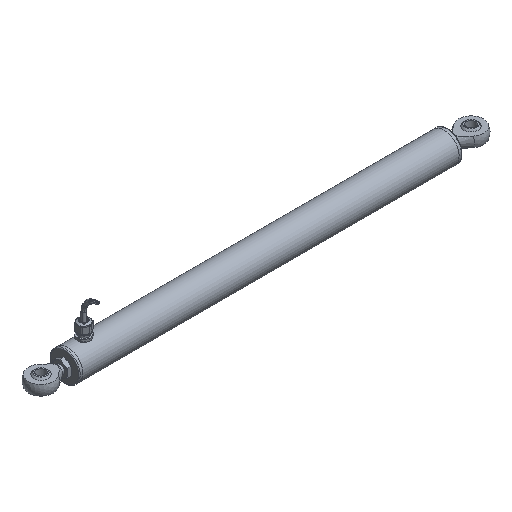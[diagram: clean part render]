
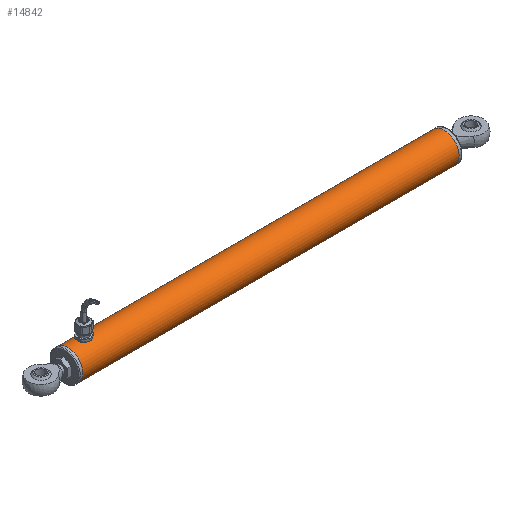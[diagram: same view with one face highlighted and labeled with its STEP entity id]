
A CAD part, isometric view. The second image highlights one B-rep face of the part: STEP entity #14842.
In plain terms, the highlighted cylindrical face has radius 13.335 mm (diameter 26.67 mm), a full revolution.
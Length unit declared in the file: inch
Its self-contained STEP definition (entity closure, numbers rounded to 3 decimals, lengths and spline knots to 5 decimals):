
#17 = DIRECTION ( 'NONE',  ( 0., -1., 0. ) ) ;
#38 = CARTESIAN_POINT ( 'NONE',  ( -6.01473, -0.12699, 0.50942 ) ) ;
#411 = CARTESIAN_POINT ( 'NONE',  ( -6.07787, 0.08174, 0.51865 ) ) ;
#496 = CARTESIAN_POINT ( 'NONE',  ( -6.05322, 0.10638, 0.51413 ) ) ;
#662 = VERTEX_POINT ( 'NONE', #4256 ) ;
#1063 = CARTESIAN_POINT ( 'NONE',  ( -5.98026, -0.13386, 0.50765 ) ) ;
#1134 = CARTESIAN_POINT ( 'NONE',  ( -5.93667, 0.12955, 0.50877 ) ) ;
#1166 = CIRCLE ( 'NONE', #2957, 0.525 ) ;
#1216 = CARTESIAN_POINT ( 'NONE',  ( -5.9363, -0.13032, 0.50861 ) ) ;
#1443 = CARTESIAN_POINT ( 'NONE',  ( 6.7185, 0., 0. ) ) ;
#2091 = ORIENTED_EDGE ( 'NONE', *, *, #11522, .T. ) ;
#2261 = CARTESIAN_POINT ( 'NONE',  ( -5.88306, -0.10086, 0.51526 ) ) ;
#2399 = CARTESIAN_POINT ( 'NONE',  ( -5.83853, -0.01768, 0.52477 ) ) ;
#2573 = CARTESIAN_POINT ( 'NONE',  ( -6.10104, -0.03485, 0.52391 ) ) ;
#2726 = CARTESIAN_POINT ( 'NONE',  ( -5.98044, 0.13385, 0.50765 ) ) ;
#2772 = FACE_OUTER_BOUND ( 'NONE', #11784, .T. ) ;
#2800 = CARTESIAN_POINT ( 'NONE',  ( -6.09178, 0.05938, 0.52169 ) ) ;
#2957 = AXIS2_PLACEMENT_3D ( 'NONE', #12411, #12573, #3250 ) ;
#3250 = DIRECTION ( 'NONE',  ( 0., -1., 0. ) ) ;
#3417 = CARTESIAN_POINT ( 'NONE',  ( -6.10536, 0.0088, 0.525 ) ) ;
#3441 = AXIS2_PLACEMENT_3D ( 'NONE', #14404, #9448, #17 ) ;
#3500 = CARTESIAN_POINT ( 'NONE',  ( -5.96267, 0.13386, 0.50765 ) ) ;
#3615 = FACE_BOUND ( 'NONE', #10913, .T. ) ;
#3632 = CARTESIAN_POINT ( 'NONE',  ( -5.88297, 0.10078, 0.51527 ) ) ;
#3719 = CARTESIAN_POINT ( 'NONE',  ( -5.90435, 0.11613, 0.51202 ) ) ;
#3855 = CARTESIAN_POINT ( 'NONE',  ( -6.03103, 0.12021, 0.51106 ) ) ;
#4256 = CARTESIAN_POINT ( 'NONE',  ( -5.97156, 0.13386, 0.50765 ) ) ;
#4560 = CARTESIAN_POINT ( 'NONE',  ( -5.88977, 0.10637, 0.51414 ) ) ;
#4628 = CARTESIAN_POINT ( 'NONE',  ( -5.86509, -0.08167, 0.51866 ) ) ;
#4709 = CARTESIAN_POINT ( 'NONE',  ( -5.87069, 0.0885, 0.51753 ) ) ;
#4776 = CARTESIAN_POINT ( 'NONE',  ( -6.05319, -0.1064, 0.51413 ) ) ;
#4841 = CARTESIAN_POINT ( 'NONE',  ( -5.98914, -0.13298, 0.50788 ) ) ;
#4926 = CARTESIAN_POINT ( 'NONE',  ( -6.0387, 0.1161, 0.51203 ) ) ;
#5013 = EDGE_CURVE ( 'NONE', #9708, #9708, #14974, .T. ) ;
#5159 = CARTESIAN_POINT ( 'NONE',  ( -6.07235, 0.08845, 0.51753 ) ) ;
#5710 = CARTESIAN_POINT ( 'NONE',  ( -5.83851, 0.01753, 0.52478 ) ) ;
#5778 = CARTESIAN_POINT ( 'NONE',  ( -6.00638, -0.12953, 0.50877 ) ) ;
#5848 = CARTESIAN_POINT ( 'NONE',  ( -5.87071, -0.08852, 0.51752 ) ) ;
#6009 = CARTESIAN_POINT ( 'NONE',  ( -5.85129, -0.05954, 0.52168 ) ) ;
#6411 = CARTESIAN_POINT ( 'NONE',  ( -5.98917, 0.13298, 0.50788 ) ) ;
#6635 = CARTESIAN_POINT ( 'NONE',  ( -6.5315, -0.525, 0. ) ) ;
#6980 = CARTESIAN_POINT ( 'NONE',  ( -5.95399, -0.13386, 0.50765 ) ) ;
#7108 = EDGE_CURVE ( 'NONE', #662, #662, #13181, .T. ) ;
#7343 = EDGE_LOOP ( 'NONE', ( #2091 ) ) ;
#7499 = CARTESIAN_POINT ( 'NONE',  ( -6.09847, 0.04328, 0.52328 ) ) ;
#7570 = CARTESIAN_POINT ( 'NONE',  ( -6.01484, 0.12695, 0.50943 ) ) ;
#8137 = CARTESIAN_POINT ( 'NONE',  ( -6.1045, 0.01751, 0.52478 ) ) ;
#8208 = CARTESIAN_POINT ( 'NONE',  ( -6.03088, -0.12028, 0.51105 ) ) ;
#8268 = CARTESIAN_POINT ( 'NONE',  ( -5.84193, 0.03473, 0.52392 ) ) ;
#8328 = CARTESIAN_POINT ( 'NONE',  ( -5.84451, -0.04324, 0.52328 ) ) ;
#8402 = CARTESIAN_POINT ( 'NONE',  ( -6.0985, -0.04321, 0.52328 ) ) ;
#8545 = CARTESIAN_POINT ( 'NONE',  ( -6.08765, 0.06711, 0.52075 ) ) ;
#9244 = CARTESIAN_POINT ( 'NONE',  ( -5.85535, 0.06711, 0.52075 ) ) ;
#9330 = CARTESIAN_POINT ( 'NONE',  ( -5.86511, 0.08171, 0.51866 ) ) ;
#9396 = CARTESIAN_POINT ( 'NONE',  ( -5.83764, -0.00884, 0.525 ) ) ;
#9448 = DIRECTION ( 'NONE',  ( -1., 0., 0. ) ) ;
#9469 = CARTESIAN_POINT ( 'NONE',  ( -6.07851, -0.0823, 0.51866 ) ) ;
#9546 = CARTESIAN_POINT ( 'NONE',  ( -6.05991, -0.10089, 0.51525 ) ) ;
#9594 = AXIS2_PLACEMENT_3D ( 'NONE', #1443, #10824, #9756 ) ;
#9693 = CARTESIAN_POINT ( 'NONE',  ( -5.97156, 0.13386, 0.50765 ) ) ;
#9694 = ORIENTED_EDGE ( 'NONE', *, *, #5013, .T. ) ;
#9708 = VERTEX_POINT ( 'NONE', #11079 ) ;
#9756 = DIRECTION ( 'NONE',  ( 0., -1., 0. ) ) ;
#9764 = CARTESIAN_POINT ( 'NONE',  ( -6.00632, 0.12955, 0.50877 ) ) ;
#9853 = CARTESIAN_POINT ( 'NONE',  ( -6.10105, 0.03481, 0.52392 ) ) ;
#10400 = CARTESIAN_POINT ( 'NONE',  ( -5.91203, 0.12024, 0.51106 ) ) ;
#10473 = CARTESIAN_POINT ( 'NONE',  ( -5.84195, -0.03482, 0.52391 ) ) ;
#10550 = CARTESIAN_POINT ( 'NONE',  ( -5.83764, 0.00882, 0.525 ) ) ;
#10613 = CARTESIAN_POINT ( 'NONE',  ( -5.85124, 0.05942, 0.52169 ) ) ;
#10680 = CARTESIAN_POINT ( 'NONE',  ( -5.84453, 0.04328, 0.52328 ) ) ;
#10807 = CYLINDRICAL_SURFACE ( 'NONE', #3441, 0.525 ) ;
#10824 = DIRECTION ( 'NONE',  ( -1., 0., 0. ) ) ;
#10825 = ORIENTED_EDGE ( 'NONE', *, *, #7108, .T. ) ;
#10913 = EDGE_LOOP ( 'NONE', ( #10825 ) ) ;
#11079 = CARTESIAN_POINT ( 'NONE',  ( 6.7185, -0.525, 0. ) ) ;
#11521 = CARTESIAN_POINT ( 'NONE',  ( -6.10448, -0.01766, 0.52477 ) ) ;
#11522 = EDGE_CURVE ( 'NONE', #14870, #14870, #1166, .T. ) ;
#11745 = CARTESIAN_POINT ( 'NONE',  ( -5.91212, -0.12028, 0.51105 ) ) ;
#11784 = EDGE_LOOP ( 'NONE', ( #9694 ) ) ;
#11821 = CARTESIAN_POINT ( 'NONE',  ( -5.92814, 0.12694, 0.50943 ) ) ;
#12411 = CARTESIAN_POINT ( 'NONE',  ( -6.5315, 0., 0. ) ) ;
#12573 = DIRECTION ( 'NONE',  ( 1., 0., 0. ) ) ;
#12748 = CARTESIAN_POINT ( 'NONE',  ( -5.97156, 0.13386, 0.50765 ) ) ;
#12884 = CARTESIAN_POINT ( 'NONE',  ( -5.90429, -0.11609, 0.51203 ) ) ;
#12968 = CARTESIAN_POINT ( 'NONE',  ( -6.03872, -0.11608, 0.51203 ) ) ;
#13181 = B_SPLINE_CURVE_WITH_KNOTS ( 'NONE', 3,
 ( #12748, #3500, #13985, #1134, #11821, #10400, #3719, #4560, #3632, #4709, #9330, #9244, #10613, #10680, #8268, #5710, #10550, #9396, #2399, #10473, #8328, #6009, #15121, #4628, #5848, #2261, #14057, #12884, #11745, #1216, #6980, #1063, #4841, #5778, #38, #8208, #12968, #4776, #9546, #9469, #14206, #8402, #2573, #11521, #13901, #3417, #8137, #9853, #7499, #2800, #8545, #411, #5159, #13426, #496, #4926, #3855, #7570, #9764, #6411, #2726, #9693 ),
 .UNSPECIFIED., .T., .F.,
 ( 4, 2, 2, 2, 2, 2, 2, 2, 2, 2, 2, 2, 2, 2, 2, 2, 2, 2, 2, 2, 2, 2, 2, 2, 2, 2, 2, 2, 2, 2, 4 ),
 ( 0., 0.00067, 0.00134, 0.00201, 0.00268, 0.00335, 0.00402, 0.00469, 0.00536, 0.00603, 0.0067, 0.00737, 0.00804, 0.00871, 0.00938, 0.01072, 0.01139, 0.01206, 0.01273, 0.0134, 0.01474, 0.01541, 0.01608, 0.01675, 0.01742, 0.01809, 0.01876, 0.01943, 0.0201, 0.02077, 0.02144 ),
 .UNSPECIFIED. ) ;
#13426 = CARTESIAN_POINT ( 'NONE',  ( -6.06006, 0.10075, 0.51528 ) ) ;
#13901 = CARTESIAN_POINT ( 'NONE',  ( -6.10536, -0.00874, 0.525 ) ) ;
#13985 = CARTESIAN_POINT ( 'NONE',  ( -5.95392, 0.13299, 0.50788 ) ) ;
#14057 = CARTESIAN_POINT ( 'NONE',  ( -5.88977, -0.10637, 0.51414 ) ) ;
#14178 = FACE_OUTER_BOUND ( 'NONE', #7343, .T. ) ;
#14206 = CARTESIAN_POINT ( 'NONE',  ( -6.08837, -0.06759, 0.52089 ) ) ;
#14404 = CARTESIAN_POINT ( 'NONE',  ( 6.7185, 0., 0. ) ) ;
#14842 = ADVANCED_FACE ( 'NONE', ( #14178, #2772, #3615 ), #10807, .T. ) ;
#14870 = VERTEX_POINT ( 'NONE', #6635 ) ;
#14974 = CIRCLE ( 'NONE', #9594, 0.525 ) ;
#15121 = CARTESIAN_POINT ( 'NONE',  ( -5.85541, -0.06721, 0.52073 ) ) ;
